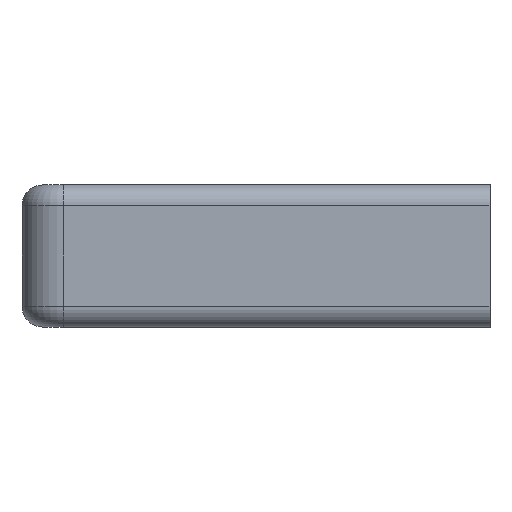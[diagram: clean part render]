
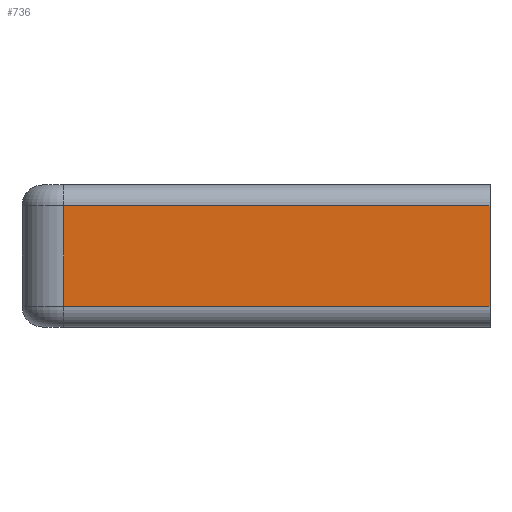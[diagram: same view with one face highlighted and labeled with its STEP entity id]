
A CAD part, left-side view. The second image highlights one B-rep face of the part: STEP entity #736.
In plain terms, the highlighted planar face has unit normal (-1, 0, 0).
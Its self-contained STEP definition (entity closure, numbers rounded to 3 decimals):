
#44 = VERTEX_POINT ( 'NONE', #367 ) ;
#62 = EDGE_CURVE ( 'NONE', #1108, #708, #84, .T. ) ;
#79 = CARTESIAN_POINT ( 'NONE',  ( -111., -28., 4.25 ) ) ;
#80 = VERTEX_POINT ( 'NONE', #473 ) ;
#84 = LINE ( 'NONE', #799, #719 ) ;
#102 = DIRECTION ( 'NONE',  ( 0., -1., 0. ) ) ;
#112 = ORIENTED_EDGE ( 'NONE', *, *, #62, .T. ) ;
#233 = CARTESIAN_POINT ( 'NONE',  ( -111., -2.5, 3. ) ) ;
#236 = DIRECTION ( 'NONE',  ( -1., 0., 0. ) ) ;
#324 = VECTOR ( 'NONE', #540, 1000. ) ;
#367 = CARTESIAN_POINT ( 'NONE',  ( -111., -2.5, -3. ) ) ;
#388 = DIRECTION ( 'NONE',  ( 0., 1., 0. ) ) ;
#413 = VECTOR ( 'NONE', #783, 1000. ) ;
#420 = LINE ( 'NONE', #855, #413 ) ;
#453 = AXIS2_PLACEMENT_3D ( 'NONE', #685, #236, #102 ) ;
#473 = CARTESIAN_POINT ( 'NONE',  ( -111., -28., -3. ) ) ;
#523 = CARTESIAN_POINT ( 'NONE',  ( -111., -28., 3. ) ) ;
#540 = DIRECTION ( 'NONE',  ( 0., 0., -1. ) ) ;
#609 = ORIENTED_EDGE ( 'NONE', *, *, #1131, .F. ) ;
#675 = LINE ( 'NONE', #1120, #931 ) ;
#685 = CARTESIAN_POINT ( 'NONE',  ( -111., -28., 4.25 ) ) ;
#708 = VERTEX_POINT ( 'NONE', #233 ) ;
#714 = ORIENTED_EDGE ( 'NONE', *, *, #1016, .T. ) ;
#719 = VECTOR ( 'NONE', #388, 1000. ) ;
#736 = ADVANCED_FACE ( 'NONE', ( #860 ), #774, .T. ) ;
#774 = PLANE ( 'NONE',  #453 ) ;
#783 = DIRECTION ( 'NONE',  ( 0., -1., 0. ) ) ;
#799 = CARTESIAN_POINT ( 'NONE',  ( -111., -2.5, 3. ) ) ;
#855 = CARTESIAN_POINT ( 'NONE',  ( -111., -28., -3. ) ) ;
#860 = FACE_OUTER_BOUND ( 'NONE', #1027, .T. ) ;
#931 = VECTOR ( 'NONE', #952, 1000. ) ;
#952 = DIRECTION ( 'NONE',  ( 0., 0., -1. ) ) ;
#974 = LINE ( 'NONE', #79, #324 ) ;
#1006 = EDGE_CURVE ( 'NONE', #44, #80, #420, .T. ) ;
#1016 = EDGE_CURVE ( 'NONE', #708, #44, #675, .T. ) ;
#1027 = EDGE_LOOP ( 'NONE', ( #714, #1139, #609, #112 ) ) ;
#1108 = VERTEX_POINT ( 'NONE', #523 ) ;
#1120 = CARTESIAN_POINT ( 'NONE',  ( -111., -2.5, 4.25 ) ) ;
#1131 = EDGE_CURVE ( 'NONE', #1108, #80, #974, .T. ) ;
#1139 = ORIENTED_EDGE ( 'NONE', *, *, #1006, .T. ) ;
